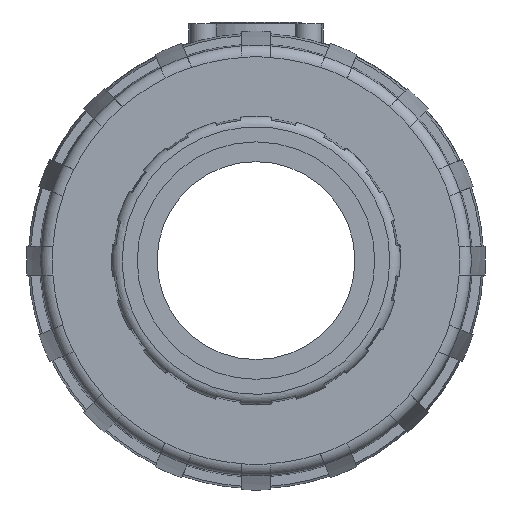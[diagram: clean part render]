
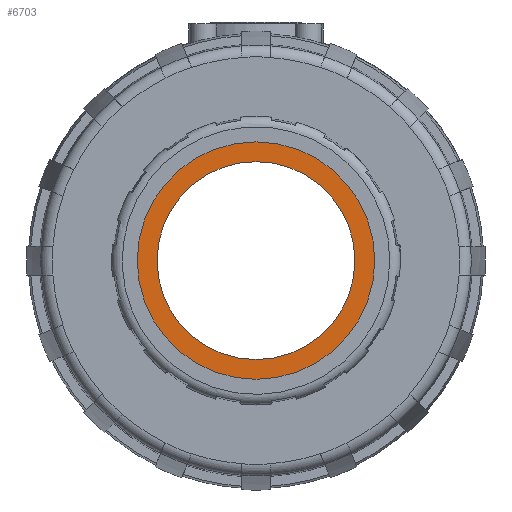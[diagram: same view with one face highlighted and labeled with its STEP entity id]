
A CAD part, left-side view. The second image highlights one B-rep face of the part: STEP entity #6703.
In plain terms, the highlighted face is planar.
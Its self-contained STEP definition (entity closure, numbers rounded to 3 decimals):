
#372=FACE_BOUND($,#1159,.T.);
#373=FACE_BOUND($,#1160,.T.);
#1159=EDGE_LOOP($,(#4506));
#1160=EDGE_LOOP($,(#4507));
#1579=CIRCLE($,#7128,45.);
#1581=CIRCLE($,#7131,37.5);
#2602=VERTEX_POINT($,#10152);
#2604=VERTEX_POINT($,#10157);
#3355=EDGE_CURVE($,#2602,#2602,#1579,.T.);
#3357=EDGE_CURVE($,#2604,#2604,#1581,.T.);
#4506=ORIENTED_EDGE($,*,*,#3357,.T.);
#4507=ORIENTED_EDGE($,*,*,#3355,.F.);
#6555=PLANE($,#7130);
#6703=ADVANCED_FACE($,(#372,#373),#6555,.F.);
#7128=AXIS2_PLACEMENT_3D($,#10153,#7961,#7962);
#7130=AXIS2_PLACEMENT_3D($,#10156,#7965,#7966);
#7131=AXIS2_PLACEMENT_3D($,#10158,#7967,#7968);
#7961=DIRECTION('center_axis',(0.,-1.,0.));
#7962=DIRECTION('ref_axis',(0.,0.,1.));
#7965=DIRECTION('center_axis',(0.,-1.,0.));
#7966=DIRECTION('ref_axis',(0.,0.,-1.));
#7967=DIRECTION('center_axis',(0.,-1.,0.));
#7968=DIRECTION('ref_axis',(0.,0.,1.));
#10152=CARTESIAN_POINT('',(0.,-7.639,44.481));
#10153=CARTESIAN_POINT('Origin',(0.,-7.639,
-0.519));
#10156=CARTESIAN_POINT('Origin',(0.,-7.639,
21.981));
#10157=CARTESIAN_POINT('',(0.,-7.639,36.981));
#10158=CARTESIAN_POINT('Origin',(0.,-7.639,
-0.519));
